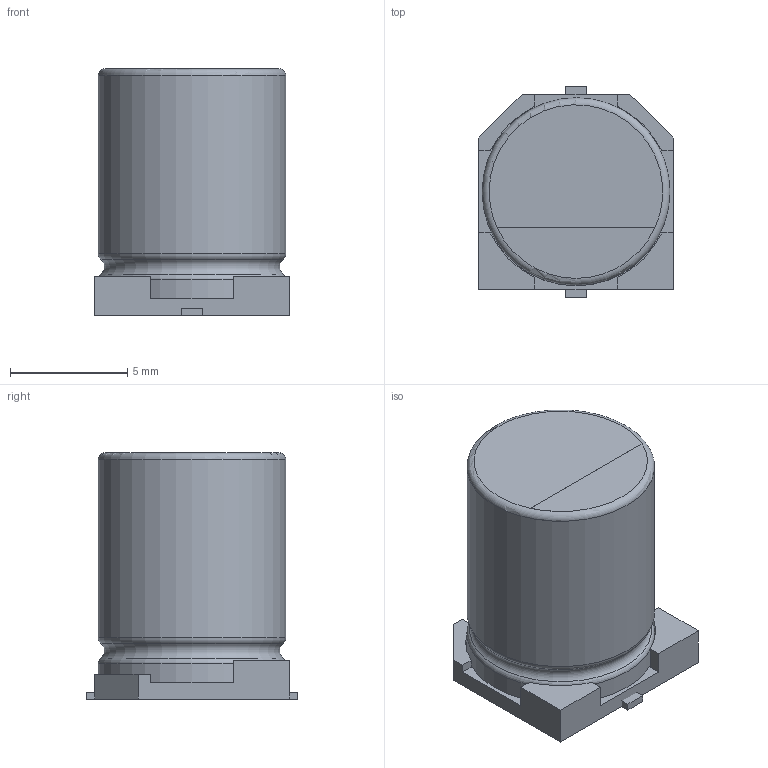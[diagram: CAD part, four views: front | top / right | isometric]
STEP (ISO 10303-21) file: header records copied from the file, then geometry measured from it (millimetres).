
FILE_DESCRIPTION(/* description */ ('Designed by EasyEDA Pro'),/* implementation_level */ '2;1');
FILE_NAME(/* name */ 'CE_D8xL10_WT.step',/* time_stamp */ '2025-04-09T18:12:40+08:00',/* author */ (''),/* organization */ (''),/* preprocessor_version */ 'ST-DEVELOPER v20.1',/* originating_system */ 'Autodesk Translation Framework v14.4.0.0',/* authorisation */ '');
FILE_SCHEMA (('AUTOMOTIVE_DESIGN { 1 0 10303 214 3 1 1 }'));
Length unit declared in the file: millimetre
Products named in the file (4): lobv-PCBModel; lobv-Board; lobv-C1-CAP-SMD_BD8.0-H10.5-P7.00-FD; COMPOUND
Assembly tree (3 placements, depth 3):
  lobv-PCBModel
    lobv-Board
    lobv-C1-CAP-SMD_BD8.0-H10.5-P7.00-FD
      COMPOUND
Bounding box: 8.3 x 9 x 10.51 mm (x, y, z)
Volume: 544.2 mm3; surface area: 438.1 mm2
Topology: 3 solids, 3 shells, 270 faces, 728 edges, 484 vertices
Faces by surface type: plane 161, bspline 98, cylinder 7, torus 4
Full cylindrical faces by diameter (mm): 8 x2
Entity records: 9198 total; most frequent: CARTESIAN_POINT 2621, ORIENTED_EDGE 1456, DIRECTION 1087, EDGE_CURVE 728, LINE 507, VECTOR 507, VERTEX_POINT 484, EDGE_LOOP 290
